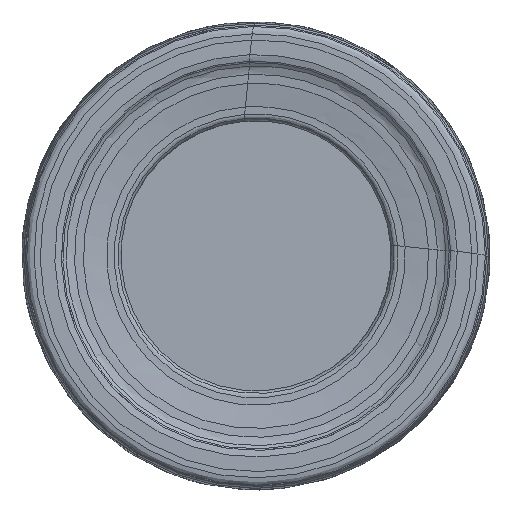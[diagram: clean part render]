
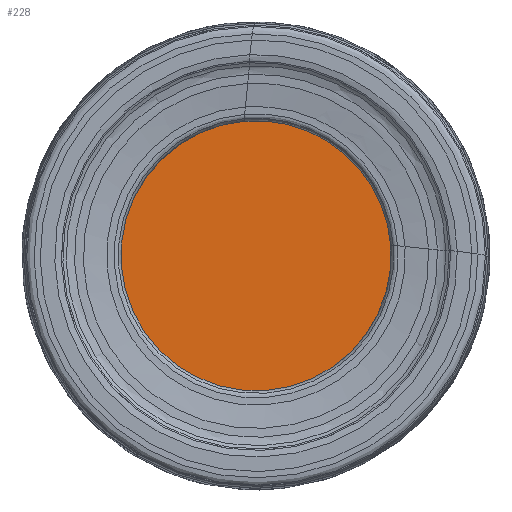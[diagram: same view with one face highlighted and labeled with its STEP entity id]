
A CAD part, left-side view. The second image highlights one B-rep face of the part: STEP entity #228.
In plain terms, the highlighted planar face has unit normal (-1, 0, 0).
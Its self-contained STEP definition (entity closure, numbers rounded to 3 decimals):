
#39=PLANE('',#1467);
#228=ADVANCED_FACE('',(#398),#39,.F.);
#398=FACE_OUTER_BOUND('',#498,.T.);
#498=EDGE_LOOP('',(#940));
#940=ORIENTED_EDGE('',*,*,#1245,.T.);
#1062=VERTEX_POINT('',#5951);
#1245=EDGE_CURVE('',#1062,#1062,#1350,.T.);
#1350=CIRCLE('',#1465,9.72);
#1465=AXIS2_PLACEMENT_3D('',#5950,#1699,#1700);
#1467=AXIS2_PLACEMENT_3D('',#5953,#1703,#1704);
#1699=DIRECTION('',(-1.,0.,0.));
#1700=DIRECTION('',(0.,0.,1.));
#1703=DIRECTION('',(1.,0.,0.));
#1704=DIRECTION('',(0.,0.,-1.));
#5950=CARTESIAN_POINT('',(1.5,0.,0.));
#5951=CARTESIAN_POINT('',(1.5,0.,9.72));
#5953=CARTESIAN_POINT('',(1.5,0.,0.));
